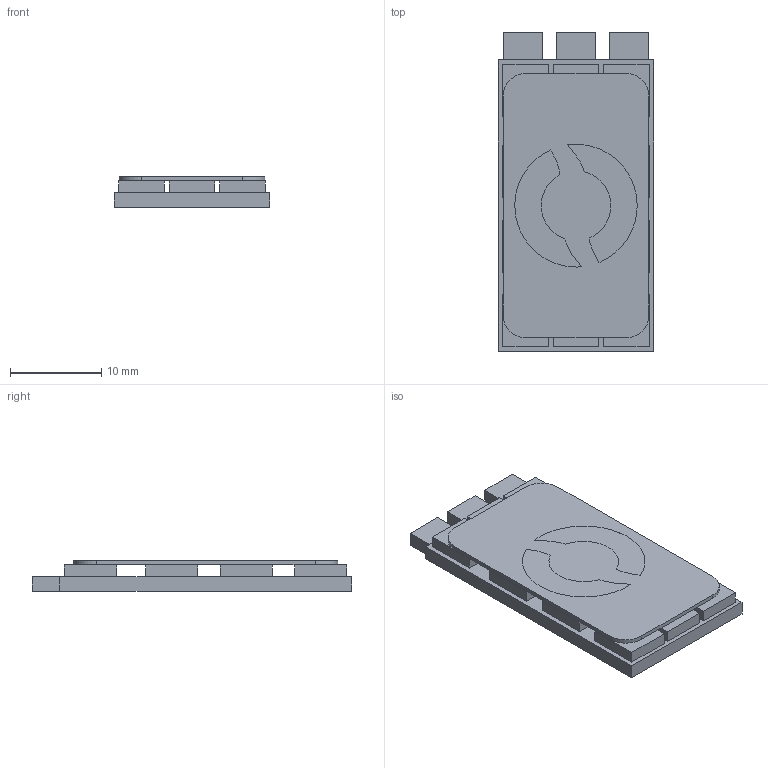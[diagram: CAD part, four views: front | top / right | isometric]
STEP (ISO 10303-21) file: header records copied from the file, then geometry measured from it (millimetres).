
FILE_DESCRIPTION (( 'STEP AP214' ), '1' );
FILE_NAME ('BESC30-R3.STEP', '2021-06-28T23:17:33', ( '' ), ( '' ), 'SwSTEP 2.0', 'SolidWorks 2019', '' );
FILE_SCHEMA (( 'AUTOMOTIVE_DESIGN' ));
Length unit declared in the file: millimetre
Products named in the file (1): BESC30-R3
Bounding box: 17.1 x 35 x 3.35 mm (x, y, z)
Volume: 1592.3 mm3; surface area: 3339 mm2
Topology: 14 solids, 14 shells, 119 faces, 258 edges, 172 vertices
Faces by surface type: plane 101, bspline 14, cylinder 4
Entity records: 4720 total; most frequent: CARTESIAN_POINT 728, ORIENTED_EDGE 516, DIRECTION 450, EDGE_CURVE 258, LINE 222, VECTOR 222, VERTEX_POINT 172, UNCERTAINTY_MEASURE_WITH_UNIT 135
